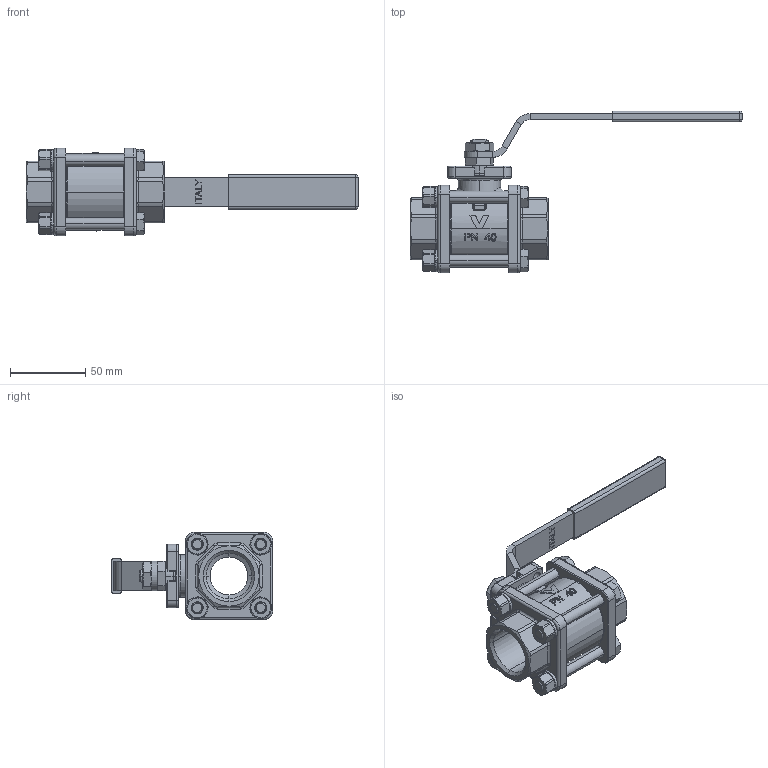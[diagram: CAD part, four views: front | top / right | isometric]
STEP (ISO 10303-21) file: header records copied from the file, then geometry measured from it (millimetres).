
FILE_DESCRIPTION(('STEP AP214'),'1');
FILE_NAME('4832_25_34.stp','2016-07-07T14:30:59',('TraceParts'),('TraceParts S.A.'),'Spatial InterOp 3D',' ',' ');
FILE_SCHEMA(('automotive_design'));
Length unit declared in the file: millimetre
Products named in the file (2): 4832-25-34_ASM|Next assembly relationship#71000006_QUALSIASI_ASM|Next assembly relationship#NONE-12003;NONE-12003; 4832-25-34_ASM|Next assembly relationship#71000006_QUALSIASI_ASM|Next assembly relationship#NONE-60992;NONE-60992
Bounding box: 220 x 107 x 58 mm (x, y, z)
Volume: 189994.1 mm3; surface area: 64202.4 mm2
Topology: 2 solids, 2 shells, 1507 faces, 3821 edges, 2362 vertices
Faces by surface type: cylinder 398, plane 378, bspline 294, cone 281, torus 127, sphere 24, extrusion 5
Entity records: 68025 total; most frequent: CARTESIAN_POINT 33517, ORIENTED_EDGE 7602, DIRECTION 6625, EDGE_CURVE 3801, AXIS2_PLACEMENT_3D 2563, VERTEX_POINT 2362, EDGE_LOOP 1605, ADVANCED_FACE 1507
